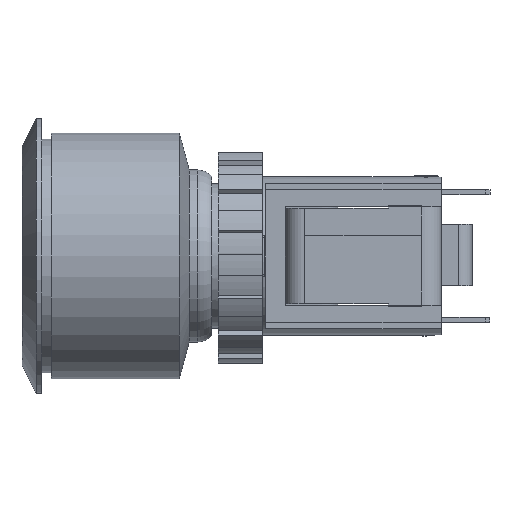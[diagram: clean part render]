
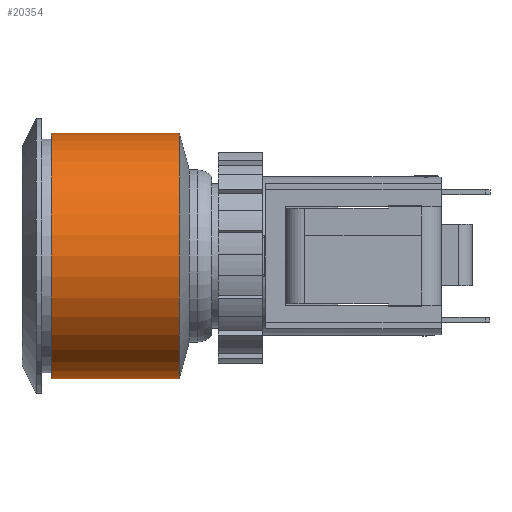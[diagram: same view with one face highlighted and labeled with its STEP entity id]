
A CAD part, left-side view. The second image highlights one B-rep face of the part: STEP entity #20354.
In plain terms, the highlighted cylindrical face has radius 12.5 mm (diameter 25 mm), a full revolution.
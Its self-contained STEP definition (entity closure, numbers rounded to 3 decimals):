
#758=CYLINDRICAL_SURFACE('',#21517,12.5);
#1134=CIRCLE('',#21515,12.5);
#1135=CIRCLE('',#21516,12.5);
#1136=CIRCLE('',#21518,12.5);
#1137=CIRCLE('',#21519,12.5);
#2160=FACE_OUTER_BOUND('',#3300,.T.);
#3300=EDGE_LOOP('',(#18014,#18015,#18016,#18017,#18018,#18019));
#5425=LINE('',#36206,#7618);
#7618=VECTOR('',#25775,12.5);
#9601=VERTEX_POINT('',#36196);
#9602=VERTEX_POINT('',#36197);
#9603=VERTEX_POINT('',#36202);
#9604=VERTEX_POINT('',#36203);
#12452=EDGE_CURVE('',#9601,#9602,#1134,.T.);
#12453=EDGE_CURVE('',#9602,#9601,#1135,.T.);
#12455=EDGE_CURVE('',#9603,#9604,#1136,.T.);
#12456=EDGE_CURVE('',#9604,#9603,#1137,.T.);
#12457=EDGE_CURVE('',#9604,#9602,#5425,.T.);
#18014=ORIENTED_EDGE('',*,*,#12455,.F.);
#18015=ORIENTED_EDGE('',*,*,#12456,.F.);
#18016=ORIENTED_EDGE('',*,*,#12457,.T.);
#18017=ORIENTED_EDGE('',*,*,#12453,.T.);
#18018=ORIENTED_EDGE('',*,*,#12452,.T.);
#18019=ORIENTED_EDGE('',*,*,#12457,.F.);
#20354=ADVANCED_FACE('',(#2160),#758,.T.);
#21515=AXIS2_PLACEMENT_3D('',#36198,#25764,#25765);
#21516=AXIS2_PLACEMENT_3D('',#36199,#25766,#25767);
#21517=AXIS2_PLACEMENT_3D('',#36201,#25769,#25770);
#21518=AXIS2_PLACEMENT_3D('',#36204,#25771,#25772);
#21519=AXIS2_PLACEMENT_3D('',#36205,#25773,#25774);
#25764=DIRECTION('center_axis',(0.,1.,0.));
#25765=DIRECTION('ref_axis',(1.,0.,0.));
#25766=DIRECTION('center_axis',(0.,1.,0.));
#25767=DIRECTION('ref_axis',(1.,0.,0.));
#25769=DIRECTION('center_axis',(0.,1.,0.));
#25770=DIRECTION('ref_axis',(1.,0.,0.));
#25771=DIRECTION('center_axis',(0.,1.,0.));
#25772=DIRECTION('ref_axis',(1.,0.,0.));
#25773=DIRECTION('center_axis',(0.,1.,0.));
#25774=DIRECTION('ref_axis',(1.,0.,0.));
#25775=DIRECTION('',(0.,-1.,0.));
#36196=CARTESIAN_POINT('',(-7.4,19.175,5.15));
#36197=CARTESIAN_POINT('',(-32.4,19.175,5.15));
#36198=CARTESIAN_POINT('Origin',(-19.9,19.175,5.15));
#36199=CARTESIAN_POINT('Origin',(-19.9,19.175,5.15));
#36201=CARTESIAN_POINT('Origin',(-19.9,25.675,5.15));
#36202=CARTESIAN_POINT('',(-7.4,32.175,5.15));
#36203=CARTESIAN_POINT('',(-32.4,32.175,5.15));
#36204=CARTESIAN_POINT('Origin',(-19.9,32.175,5.15));
#36205=CARTESIAN_POINT('Origin',(-19.9,32.175,5.15));
#36206=CARTESIAN_POINT('',(-32.4,25.675,5.15));
